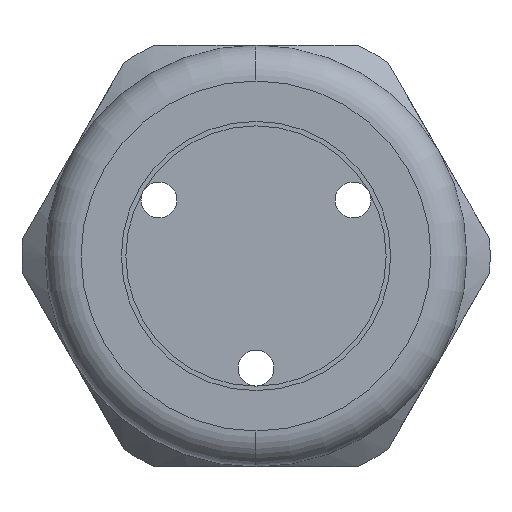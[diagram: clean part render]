
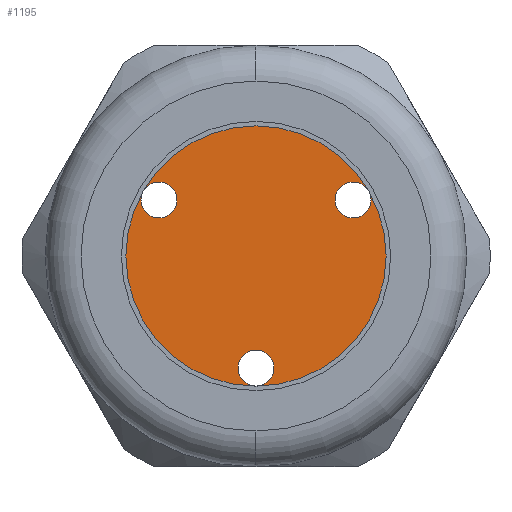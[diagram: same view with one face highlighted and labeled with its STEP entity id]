
A CAD part, left-side view. The second image highlights one B-rep face of the part: STEP entity #1195.
In plain terms, the highlighted planar face has unit normal (-1, 0, 0).
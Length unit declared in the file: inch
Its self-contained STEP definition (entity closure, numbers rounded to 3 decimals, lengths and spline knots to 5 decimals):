
#998 = EDGE_CURVE ( 'NONE', #1002, #1005, #3631, .T. ) ;
#1002 = VERTEX_POINT ( 'NONE', #3676 ) ;
#1005 = VERTEX_POINT ( 'NONE', #3675 ) ;
#1008 = VERTEX_POINT ( 'NONE', #3666 ) ;
#1009 = VERTEX_POINT ( 'NONE', #3665 ) ;
#1011 = EDGE_CURVE ( 'NONE', #1009, #1008, #3664, .T. ) ;
#1147 = EDGE_CURVE ( 'NONE', #1223, #1148, #3912, .T. ) ;
#1148 = VERTEX_POINT ( 'NONE', #3907 ) ;
#1163 = EDGE_CURVE ( 'NONE', #1172, #1164, #3942, .T. ) ;
#1164 = VERTEX_POINT ( 'NONE', #3997 ) ;
#1172 = VERTEX_POINT ( 'NONE', #3987 ) ;
#1192 = EDGE_CURVE ( 'NONE', #1005, #1002, #4024, .T. ) ;
#1195 = ADVANCED_FACE ( 'NONE', ( #4020, #4019, #4018, #4017 ), #4016, .T. ) ;
#1223 = VERTEX_POINT ( 'NONE', #4082 ) ;
#1266 = ORIENTED_EDGE ( 'NONE', *, *, #1163, .F. ) ;
#1267 = EDGE_LOOP ( 'NONE', ( #1268, #1270 ) ) ;
#1268 = ORIENTED_EDGE ( 'NONE', *, *, #1269, .F. ) ;
#1269 = EDGE_CURVE ( 'NONE', #1148, #1223, #4144, .T. ) ;
#1270 = ORIENTED_EDGE ( 'NONE', *, *, #1147, .F. ) ;
#1271 = EDGE_LOOP ( 'NONE', ( #1272, #1274 ) ) ;
#1272 = ORIENTED_EDGE ( 'NONE', *, *, #1273, .F. ) ;
#1273 = EDGE_CURVE ( 'NONE', #1008, #1009, #4138, .T. ) ;
#1274 = ORIENTED_EDGE ( 'NONE', *, *, #1011, .F. ) ;
#1275 = EDGE_LOOP ( 'NONE', ( #1276, #1291 ) ) ;
#1276 = ORIENTED_EDGE ( 'NONE', *, *, #1192, .T. ) ;
#1291 = ORIENTED_EDGE ( 'NONE', *, *, #998, .T. ) ;
#1341 = EDGE_LOOP ( 'NONE', ( #1342, #1266 ) ) ;
#1342 = ORIENTED_EDGE ( 'NONE', *, *, #1343, .F. ) ;
#1343 = EDGE_CURVE ( 'NONE', #1164, #1172, #4277, .T. ) ;
#3627 = DIRECTION ( 'NONE',  ( 0., 0., 1. ) ) ;
#3628 = DIRECTION ( 'NONE',  ( -1., 0., 0. ) ) ;
#3629 = CARTESIAN_POINT ( 'NONE',  ( -1.35, 0., 0. ) ) ;
#3630 = AXIS2_PLACEMENT_3D ( 'NONE', #3629, #3628, #3627 ) ;
#3631 = CIRCLE ( 'NONE', #3630, 0.29 ) ;
#3660 = DIRECTION ( 'NONE',  ( 0., 0., 1. ) ) ;
#3661 = DIRECTION ( 'NONE',  ( -1., 0., 0. ) ) ;
#3662 = CARTESIAN_POINT ( 'NONE',  ( -1.35, 0., -0.24984 ) ) ;
#3663 = AXIS2_PLACEMENT_3D ( 'NONE', #3662, #3661, #3660 ) ;
#3664 = CIRCLE ( 'NONE', #3663, 0.04 ) ;
#3665 = CARTESIAN_POINT ( 'NONE',  ( -1.35, 0., -0.28984 ) ) ;
#3666 = CARTESIAN_POINT ( 'NONE',  ( -1.35, 0., -0.20984 ) ) ;
#3675 = CARTESIAN_POINT ( 'NONE',  ( -1.35, 0., 0.29 ) ) ;
#3676 = CARTESIAN_POINT ( 'NONE',  ( -1.35, 0., -0.29 ) ) ;
#3907 = CARTESIAN_POINT ( 'NONE',  ( -1.35, -0.21637, 0.16492 ) ) ;
#3908 = DIRECTION ( 'NONE',  ( 0., 0.866, -0.5 ) ) ;
#3909 = DIRECTION ( 'NONE',  ( -1., 0., 0. ) ) ;
#3910 = CARTESIAN_POINT ( 'NONE',  ( -1.35, -0.21637, 0.12492 ) ) ;
#3911 = AXIS2_PLACEMENT_3D ( 'NONE', #3910, #3909, #3908 ) ;
#3912 = CIRCLE ( 'NONE', #3911, 0.04 ) ;
#3937 = AXIS2_PLACEMENT_3D ( 'NONE', #4000, #3999, #3998 ) ;
#3942 = CIRCLE ( 'NONE', #3937, 0.04 ) ;
#3987 = CARTESIAN_POINT ( 'NONE',  ( -1.35, 0.21637, 0.08492 ) ) ;
#3997 = CARTESIAN_POINT ( 'NONE',  ( -1.35, 0.21637, 0.16492 ) ) ;
#3998 = DIRECTION ( 'NONE',  ( 0., -0.866, -0.5 ) ) ;
#3999 = DIRECTION ( 'NONE',  ( -1., 0., 0. ) ) ;
#4000 = CARTESIAN_POINT ( 'NONE',  ( -1.35, 0.21637, 0.12492 ) ) ;
#4012 = DIRECTION ( 'NONE',  ( 0., 0., 1. ) ) ;
#4013 = DIRECTION ( 'NONE',  ( -1., 0., 0. ) ) ;
#4014 = CARTESIAN_POINT ( 'NONE',  ( -1.35, 0., 0. ) ) ;
#4015 = AXIS2_PLACEMENT_3D ( 'NONE', #4014, #4013, #4012 ) ;
#4016 = PLANE ( 'NONE',  #4015 ) ;
#4017 = FACE_OUTER_BOUND ( 'NONE', #1275, .T. ) ;
#4018 = FACE_BOUND ( 'NONE', #1271, .T. ) ;
#4019 = FACE_BOUND ( 'NONE', #1267, .T. ) ;
#4020 = FACE_BOUND ( 'NONE', #1341, .T. ) ;
#4021 = DIRECTION ( 'NONE',  ( 0., 0., 1. ) ) ;
#4022 = DIRECTION ( 'NONE',  ( -1., 0., 0. ) ) ;
#4023 = AXIS2_PLACEMENT_3D ( 'NONE', #4029, #4022, #4021 ) ;
#4024 = CIRCLE ( 'NONE', #4023, 0.29 ) ;
#4029 = CARTESIAN_POINT ( 'NONE',  ( -1.35, 0., 0. ) ) ;
#4082 = CARTESIAN_POINT ( 'NONE',  ( -1.35, -0.21637, 0.08492 ) ) ;
#4134 = DIRECTION ( 'NONE',  ( 0., 0., 1. ) ) ;
#4135 = DIRECTION ( 'NONE',  ( -1., 0., 0. ) ) ;
#4136 = CARTESIAN_POINT ( 'NONE',  ( -1.35, 0., -0.24984 ) ) ;
#4137 = AXIS2_PLACEMENT_3D ( 'NONE', #4136, #4135, #4134 ) ;
#4138 = CIRCLE ( 'NONE', #4137, 0.04 ) ;
#4140 = DIRECTION ( 'NONE',  ( 0., 0.866, -0.5 ) ) ;
#4141 = DIRECTION ( 'NONE',  ( -1., 0., 0. ) ) ;
#4142 = CARTESIAN_POINT ( 'NONE',  ( -1.35, -0.21637, 0.12492 ) ) ;
#4143 = AXIS2_PLACEMENT_3D ( 'NONE', #4142, #4141, #4140 ) ;
#4144 = CIRCLE ( 'NONE', #4143, 0.04 ) ;
#4273 = DIRECTION ( 'NONE',  ( 0., -0.866, -0.5 ) ) ;
#4274 = DIRECTION ( 'NONE',  ( -1., 0., 0. ) ) ;
#4275 = CARTESIAN_POINT ( 'NONE',  ( -1.35, 0.21637, 0.12492 ) ) ;
#4276 = AXIS2_PLACEMENT_3D ( 'NONE', #4275, #4274, #4273 ) ;
#4277 = CIRCLE ( 'NONE', #4276, 0.04 ) ;
